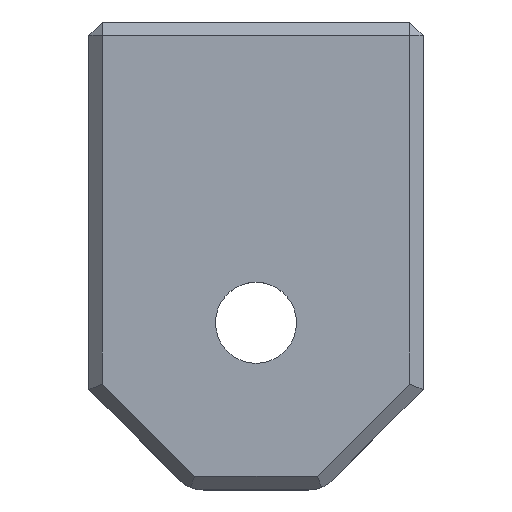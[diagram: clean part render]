
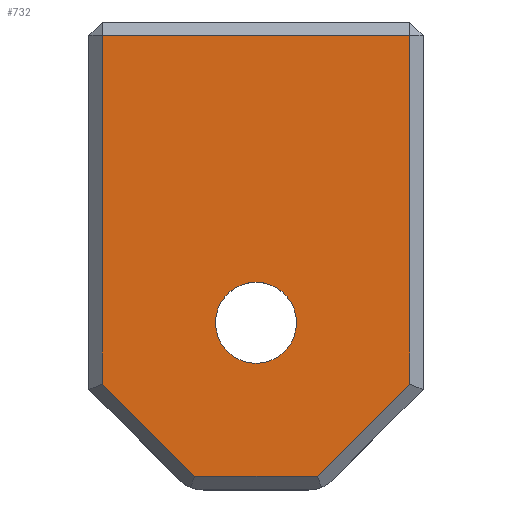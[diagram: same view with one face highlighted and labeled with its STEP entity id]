
A CAD part, top view. The second image highlights one B-rep face of the part: STEP entity #732.
In plain terms, the highlighted planar face has unit normal (0, 0, 1).
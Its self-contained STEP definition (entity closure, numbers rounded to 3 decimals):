
#16=FACE_BOUND('',#140,.T.);
#23=CIRCLE('',#801,2.425);
#57=PLANE('',#800);
#95=FACE_OUTER_BOUND('',#139,.T.);
#139=EDGE_LOOP('',(#632,#633,#634,#635,#636,#637));
#140=EDGE_LOOP('',(#638));
#159=LINE('',#1050,#241);
#169=LINE('',#1075,#251);
#199=LINE('',#1143,#281);
#213=LINE('',#1167,#295);
#214=LINE('',#1169,#296);
#219=LINE('',#1180,#301);
#241=VECTOR('',#840,10.);
#251=VECTOR('',#864,10.);
#281=VECTOR('',#924,10.);
#295=VECTOR('',#950,10.);
#296=VECTOR('',#953,10.);
#301=VECTOR('',#966,10.);
#337=VERTEX_POINT('',#1047);
#338=VERTEX_POINT('',#1049);
#346=VERTEX_POINT('',#1073);
#369=VERTEX_POINT('',#1142);
#371=VERTEX_POINT('',#1151);
#373=VERTEX_POINT('',#1161);
#380=VERTEX_POINT('',#1194);
#399=EDGE_CURVE('',#337,#338,#159,.T.);
#412=EDGE_CURVE('',#346,#337,#169,.T.);
#445=EDGE_CURVE('',#338,#369,#199,.T.);
#459=EDGE_CURVE('',#371,#373,#213,.T.);
#460=EDGE_CURVE('',#373,#346,#214,.T.);
#465=EDGE_CURVE('',#369,#371,#219,.T.);
#472=EDGE_CURVE('',#380,#380,#23,.T.);
#632=ORIENTED_EDGE('',*,*,#459,.F.);
#633=ORIENTED_EDGE('',*,*,#465,.F.);
#634=ORIENTED_EDGE('',*,*,#445,.F.);
#635=ORIENTED_EDGE('',*,*,#399,.F.);
#636=ORIENTED_EDGE('',*,*,#412,.F.);
#637=ORIENTED_EDGE('',*,*,#460,.F.);
#638=ORIENTED_EDGE('',*,*,#472,.T.);
#732=ADVANCED_FACE('',(#95,#16),#57,.T.);
#800=AXIS2_PLACEMENT_3D('',#1193,#977,#978);
#801=AXIS2_PLACEMENT_3D('',#1195,#979,#980);
#840=DIRECTION('',(-1.,0.,0.));
#864=DIRECTION('',(-0.707,-0.707,0.));
#924=DIRECTION('',(-0.707,0.707,0.));
#950=DIRECTION('',(1.,0.,0.));
#953=DIRECTION('',(0.,-1.,0.));
#966=DIRECTION('',(0.,1.,0.));
#977=DIRECTION('center_axis',(0.,0.,1.));
#978=DIRECTION('ref_axis',(-1.,0.,0.));
#979=DIRECTION('center_axis',(0.,0.,-1.));
#980=DIRECTION('ref_axis',(1.,0.,0.));
#1047=CARTESIAN_POINT('',(-191.394,352.8,-21.));
#1049=CARTESIAN_POINT('',(-198.731,352.8,-21.));
#1050=CARTESIAN_POINT('',(-190.062,352.8,-21.));
#1073=CARTESIAN_POINT('',(-185.862,358.331,-21.));
#1075=CARTESIAN_POINT('',(-181.628,362.566,-21.));
#1142=CARTESIAN_POINT('',(-204.262,358.331,-21.));
#1143=CARTESIAN_POINT('',(-203.497,357.566,-21.));
#1151=CARTESIAN_POINT('',(-204.262,379.2,-21.));
#1161=CARTESIAN_POINT('',(-185.862,379.2,-21.));
#1167=CARTESIAN_POINT('',(-190.062,379.2,-21.));
#1169=CARTESIAN_POINT('',(-185.862,380.,-21.));
#1180=CARTESIAN_POINT('',(-204.262,380.,-21.));
#1193=CARTESIAN_POINT('Origin',(-185.062,380.,-21.));
#1194=CARTESIAN_POINT('',(-197.487,362.,-21.));
#1195=CARTESIAN_POINT('Origin',(-195.062,362.,-21.));
